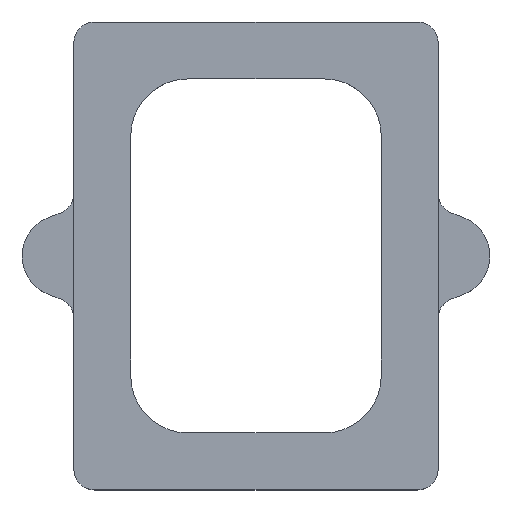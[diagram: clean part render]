
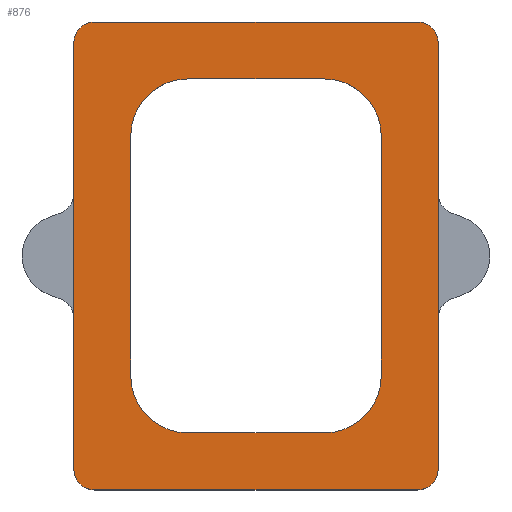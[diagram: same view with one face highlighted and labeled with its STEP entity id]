
A CAD part, top view. The second image highlights one B-rep face of the part: STEP entity #876.
In plain terms, the highlighted planar face has unit normal (0, 0, 1).
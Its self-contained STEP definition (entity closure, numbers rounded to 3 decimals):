
#34=FACE_BOUND('',#162,.T.);
#56=CIRCLE('',#940,2.75);
#58=CIRCLE('',#944,2.75);
#60=CIRCLE('',#948,2.75);
#62=CIRCLE('',#952,2.75);
#63=CIRCLE('',#960,1.);
#64=CIRCLE('',#962,1.);
#65=CIRCLE('',#965,1.);
#66=CIRCLE('',#967,1.);
#112=FACE_OUTER_BOUND('',#161,.T.);
#161=EDGE_LOOP('',(#785,#786,#787,#788,#789,#790,#791,#792));
#162=EDGE_LOOP('',(#793,#794,#795,#796,#797,#798,#799,#800));
#190=LINE('',#1277,#282);
#216=LINE('',#1360,#308);
#227=LINE('',#1393,#319);
#231=LINE('',#1405,#323);
#235=LINE('',#1417,#327);
#239=LINE('',#1429,#331);
#249=LINE('',#1454,#341);
#253=LINE('',#1465,#345);
#282=VECTOR('',#1012,10.);
#308=VECTOR('',#1092,10.);
#319=VECTOR('',#1129,10.);
#323=VECTOR('',#1141,10.);
#327=VECTOR('',#1153,10.);
#331=VECTOR('',#1165,10.);
#341=VECTOR('',#1193,10.);
#345=VECTOR('',#1207,10.);
#368=VERTEX_POINT('',#1274);
#369=VERTEX_POINT('',#1276);
#398=VERTEX_POINT('',#1357);
#399=VERTEX_POINT('',#1359);
#407=VERTEX_POINT('',#1390);
#408=VERTEX_POINT('',#1392);
#410=VERTEX_POINT('',#1398);
#412=VERTEX_POINT('',#1404);
#414=VERTEX_POINT('',#1410);
#416=VERTEX_POINT('',#1416);
#418=VERTEX_POINT('',#1422);
#420=VERTEX_POINT('',#1428);
#425=VERTEX_POINT('',#1452);
#426=VERTEX_POINT('',#1453);
#427=VERTEX_POINT('',#1460);
#428=VERTEX_POINT('',#1464);
#456=EDGE_CURVE('',#368,#369,#190,.F.);
#498=EDGE_CURVE('',#398,#399,#216,.F.);
#513=EDGE_CURVE('',#408,#407,#227,.T.);
#516=EDGE_CURVE('',#410,#408,#56,.T.);
#519=EDGE_CURVE('',#412,#410,#231,.T.);
#522=EDGE_CURVE('',#414,#412,#58,.T.);
#525=EDGE_CURVE('',#416,#414,#235,.T.);
#528=EDGE_CURVE('',#418,#416,#60,.T.);
#531=EDGE_CURVE('',#420,#418,#239,.T.);
#534=EDGE_CURVE('',#407,#420,#62,.T.);
#543=EDGE_CURVE('',#425,#426,#249,.F.);
#546=EDGE_CURVE('',#426,#398,#63,.F.);
#547=EDGE_CURVE('',#399,#427,#64,.F.);
#549=EDGE_CURVE('',#427,#428,#253,.F.);
#551=EDGE_CURVE('',#428,#368,#65,.F.);
#552=EDGE_CURVE('',#369,#425,#66,.F.);
#785=ORIENTED_EDGE('',*,*,#549,.F.);
#786=ORIENTED_EDGE('',*,*,#547,.F.);
#787=ORIENTED_EDGE('',*,*,#498,.F.);
#788=ORIENTED_EDGE('',*,*,#546,.F.);
#789=ORIENTED_EDGE('',*,*,#543,.F.);
#790=ORIENTED_EDGE('',*,*,#552,.F.);
#791=ORIENTED_EDGE('',*,*,#456,.F.);
#792=ORIENTED_EDGE('',*,*,#551,.F.);
#793=ORIENTED_EDGE('',*,*,#513,.T.);
#794=ORIENTED_EDGE('',*,*,#534,.T.);
#795=ORIENTED_EDGE('',*,*,#531,.T.);
#796=ORIENTED_EDGE('',*,*,#528,.T.);
#797=ORIENTED_EDGE('',*,*,#525,.T.);
#798=ORIENTED_EDGE('',*,*,#522,.T.);
#799=ORIENTED_EDGE('',*,*,#519,.T.);
#800=ORIENTED_EDGE('',*,*,#516,.T.);
#830=PLANE('',#968);
#876=ADVANCED_FACE('',(#112,#34),#830,.T.);
#940=AXIS2_PLACEMENT_3D('',#1399,#1135,#1136);
#944=AXIS2_PLACEMENT_3D('',#1411,#1147,#1148);
#948=AXIS2_PLACEMENT_3D('',#1423,#1159,#1160);
#952=AXIS2_PLACEMENT_3D('',#1433,#1171,#1172);
#960=AXIS2_PLACEMENT_3D('',#1458,#1198,#1199);
#962=AXIS2_PLACEMENT_3D('',#1461,#1202,#1203);
#965=AXIS2_PLACEMENT_3D('',#1468,#1211,#1212);
#967=AXIS2_PLACEMENT_3D('',#1470,#1215,#1216);
#968=AXIS2_PLACEMENT_3D('',#1471,#1217,#1218);
#1012=DIRECTION('',(0.,1.,0.));
#1092=DIRECTION('',(0.,-1.,0.));
#1129=DIRECTION('',(1.,0.,0.));
#1135=DIRECTION('center_axis',(0.,0.,
-1.));
#1136=DIRECTION('ref_axis',(0.,1.,0.));
#1141=DIRECTION('',(0.,1.,0.));
#1147=DIRECTION('center_axis',(0.,0.,
-1.));
#1148=DIRECTION('ref_axis',(-1.,0.,0.));
#1153=DIRECTION('',(-1.,0.,0.));
#1159=DIRECTION('center_axis',(0.,0.,
-1.));
#1160=DIRECTION('ref_axis',(0.,-1.,0.));
#1165=DIRECTION('',(0.,-1.,0.));
#1171=DIRECTION('center_axis',(0.,0.,
-1.));
#1172=DIRECTION('ref_axis',(1.,0.,0.));
#1193=DIRECTION('',(1.,0.,0.));
#1198=DIRECTION('center_axis',(0.,0.,
1.));
#1199=DIRECTION('ref_axis',(-1.,0.,0.));
#1202=DIRECTION('center_axis',(0.,0.,
1.));
#1203=DIRECTION('ref_axis',(0.,1.,0.));
#1207=DIRECTION('',(-1.,0.,0.));
#1211=DIRECTION('center_axis',(0.,0.,
1.));
#1212=DIRECTION('ref_axis',(1.,0.,0.));
#1215=DIRECTION('center_axis',(0.,0.,
1.));
#1216=DIRECTION('ref_axis',(0.,-1.,0.));
#1217=DIRECTION('center_axis',(0.,0.,
1.));
#1218=DIRECTION('ref_axis',(1.,0.,0.));
#1274=CARTESIAN_POINT('',(188.817,-38.859,3.504));
#1276=CARTESIAN_POINT('',(188.817,-59.459,3.504));
#1277=CARTESIAN_POINT('',(188.817,-54.309,3.504));
#1357=CARTESIAN_POINT('',(171.217,-59.459,3.504));
#1359=CARTESIAN_POINT('',(171.217,-38.859,3.504));
#1360=CARTESIAN_POINT('',(171.217,-44.009,3.504));
#1390=CARTESIAN_POINT('',(183.317,-40.609,3.504));
#1392=CARTESIAN_POINT('',(176.717,-40.609,3.504));
#1393=CARTESIAN_POINT('',(178.367,-40.609,3.504));
#1398=CARTESIAN_POINT('',(173.967,-43.359,3.504));
#1399=CARTESIAN_POINT('Origin',(176.717,-43.359,3.504));
#1404=CARTESIAN_POINT('',(173.967,-54.959,3.504));
#1405=CARTESIAN_POINT('',(173.967,-52.059,3.504));
#1410=CARTESIAN_POINT('',(176.717,-57.709,3.504));
#1411=CARTESIAN_POINT('Origin',(176.717,-54.959,3.504));
#1416=CARTESIAN_POINT('',(183.317,-57.709,3.504));
#1417=CARTESIAN_POINT('',(181.667,-57.709,3.504));
#1422=CARTESIAN_POINT('',(186.067,-54.959,3.504));
#1423=CARTESIAN_POINT('Origin',(183.317,-54.959,3.504));
#1428=CARTESIAN_POINT('',(186.067,-43.359,3.504));
#1429=CARTESIAN_POINT('',(186.067,-46.259,3.504));
#1433=CARTESIAN_POINT('Origin',(183.317,-43.359,3.504));
#1452=CARTESIAN_POINT('',(187.817,-60.459,3.504));
#1453=CARTESIAN_POINT('',(172.217,-60.459,3.504));
#1454=CARTESIAN_POINT('',(176.117,-60.459,3.504));
#1458=CARTESIAN_POINT('Origin',(172.217,-59.459,3.504));
#1460=CARTESIAN_POINT('',(172.217,-37.859,3.504));
#1461=CARTESIAN_POINT('Origin',(172.217,-38.859,3.504));
#1464=CARTESIAN_POINT('',(187.817,-37.859,3.504));
#1465=CARTESIAN_POINT('',(183.917,-37.859,3.504));
#1468=CARTESIAN_POINT('Origin',(187.817,-38.859,3.504));
#1470=CARTESIAN_POINT('Origin',(187.817,-59.459,3.504));
#1471=CARTESIAN_POINT('Origin',(180.017,-49.159,3.504));
